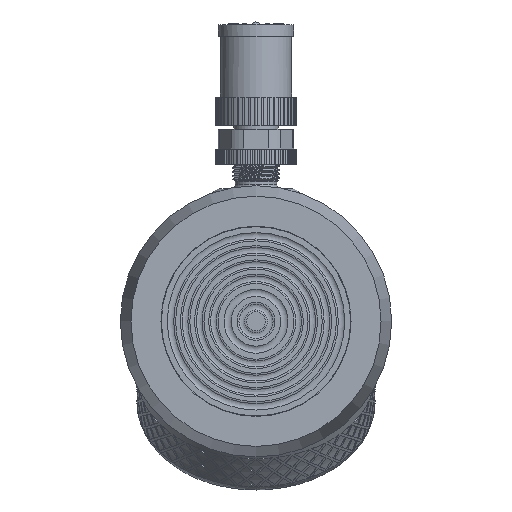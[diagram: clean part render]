
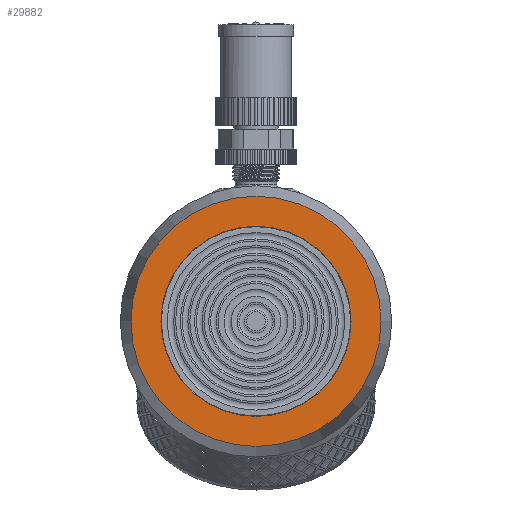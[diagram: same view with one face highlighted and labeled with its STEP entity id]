
A CAD part, left-side view. The second image highlights one B-rep face of the part: STEP entity #29882.
In plain terms, the highlighted planar face has unit normal (-1, 0, 0).
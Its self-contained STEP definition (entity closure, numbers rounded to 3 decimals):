
#1114=FACE_BOUND('',#3797,.T.);
#1476=PLANE('',#32045);
#1875=FACE_OUTER_BOUND('',#3796,.T.);
#3796=EDGE_LOOP('',(#20177));
#3797=EDGE_LOOP('',(#20178));
#6004=CIRCLE('',#32036,24.);
#6009=CIRCLE('',#32046,31.571);
#11867=VERTEX_POINT('',#43771);
#11869=VERTEX_POINT('',#43784);
#15116=EDGE_CURVE('',#11867,#11867,#6004,.T.);
#15122=EDGE_CURVE('',#11869,#11869,#6009,.T.);
#20177=ORIENTED_EDGE('',*,*,#15122,.F.);
#20178=ORIENTED_EDGE('',*,*,#15116,.T.);
#29882=ADVANCED_FACE('',(#1875,#1114),#1476,.T.);
#32036=AXIS2_PLACEMENT_3D('',#43772,#34272,#34273);
#32045=AXIS2_PLACEMENT_3D('',#43783,#34291,#34292);
#32046=AXIS2_PLACEMENT_3D('',#43785,#34293,#34294);
#34272=DIRECTION('center_axis',(1.,0.,0.));
#34273=DIRECTION('ref_axis',(0.,1.,0.));
#34291=DIRECTION('center_axis',(-1.,0.,0.));
#34292=DIRECTION('ref_axis',(0.,0.,1.));
#34293=DIRECTION('center_axis',(1.,0.,0.));
#34294=DIRECTION('ref_axis',(0.,0.,-1.));
#43771=CARTESIAN_POINT('',(-31.,-24.,0.));
#43772=CARTESIAN_POINT('Origin',(-31.,0.,0.));
#43783=CARTESIAN_POINT('Origin',(-31.,31.571,0.));
#43784=CARTESIAN_POINT('',(-31.,-31.571,0.));
#43785=CARTESIAN_POINT('Origin',(-31.,0.,0.));
